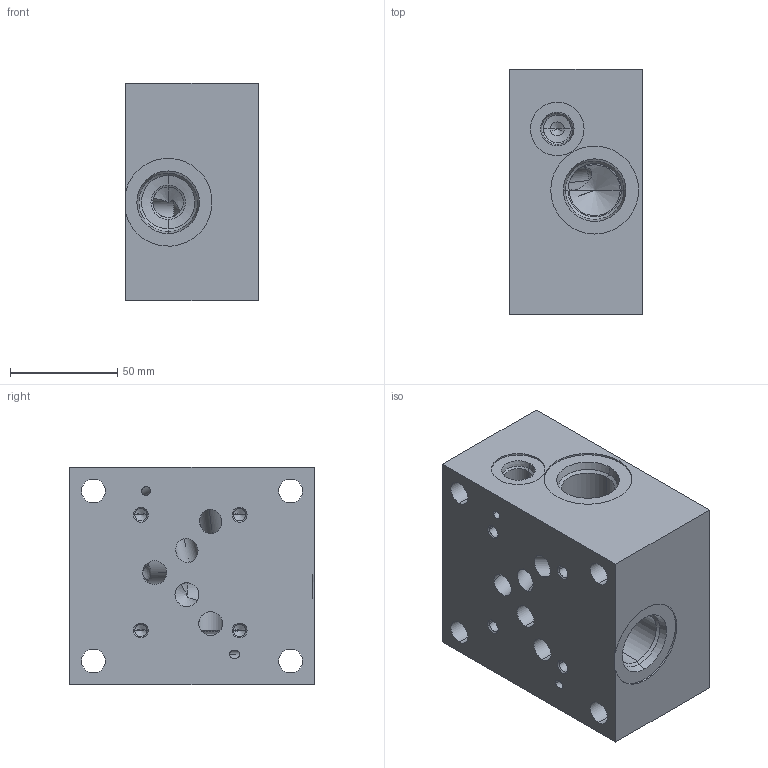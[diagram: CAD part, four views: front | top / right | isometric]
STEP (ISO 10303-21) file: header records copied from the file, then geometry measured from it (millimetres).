
FILE_DESCRIPTION((''),'2;1');
FILE_NAME('ZHL_ASM','2020-12-07T',('ProEService'),(''),'PRO/ENGINEER BY PARAMETRIC TECHNOLOGY CORPORATION, 2014200','PRO/ENGINEER BY PARAMETRIC TECHNOLOGY CORPORATION, 2014200','');
FILE_SCHEMA(('CONFIG_CONTROL_DESIGN'));
Length unit declared in the file: inch
Products named in the file (2): 151-649-004; ZHL_ASM
Assembly tree (1 placements, depth 2):
  ZHL_ASM
    151-649-004
Bounding box: 61.93 x 114.3 x 101.6 mm (x, y, z)
Volume: 586390.4 mm3; surface area: 79806.9 mm2
Topology: 1 solids, 1 shells, 163 faces, 660 edges, 636 vertices
Faces by surface type: cone 73, cylinder 70, plane 13, sphere 5, torus 2
Entity records: 7895 total; most frequent: CARTESIAN_POINT 2691, DIRECTION 1093, ORIENTED_EDGE 798, EDGE_CURVE 399, VECTOR 389, LINE 389, AXIS2_PLACEMENT_3D 352, VERTEX_POINT 246
